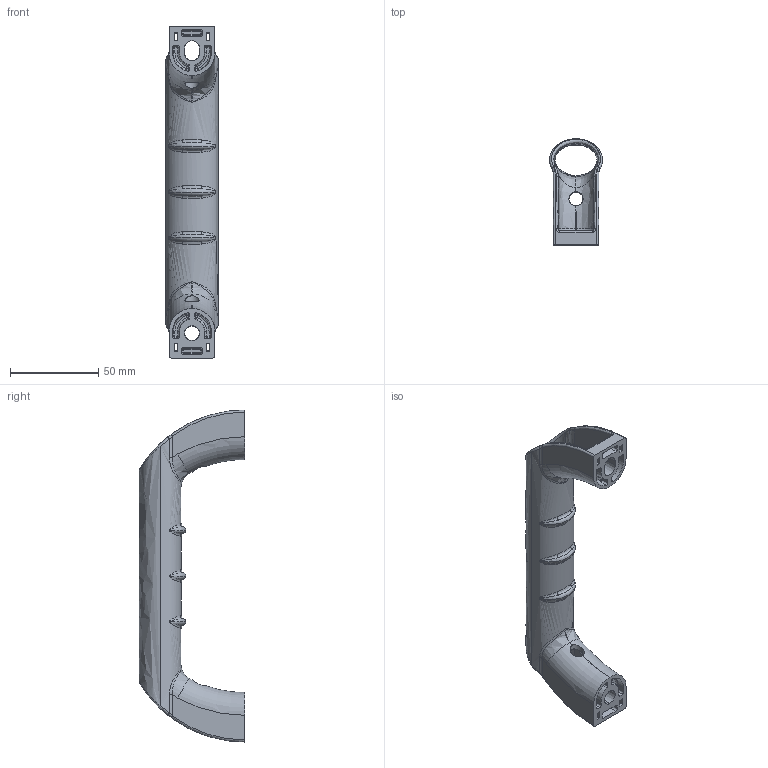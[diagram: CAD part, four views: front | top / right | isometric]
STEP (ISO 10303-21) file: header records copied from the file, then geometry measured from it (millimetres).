
FILE_DESCRIPTION (( 'STEP AP214' ), '1' );
FILE_NAME ('092302.STEP', '2014-08-14T13:39:56', ( '' ), ( '' ), 'SwSTEP 2.0', 'SolidWorks 2014', '' );
FILE_SCHEMA (( 'AUTOMOTIVE_DESIGN' ));
Length unit declared in the file: millimetre
Products named in the file (1): 092302
Bounding box: 30 x 60 x 188 mm (x, y, z)
Volume: 47700.8 mm3; surface area: 34456.4 mm2
Topology: 1 solids, 1 shells, 260 faces, 661 edges, 376 vertices
Faces by surface type: bspline 78, cylinder 64, plane 60, sphere 24, torus 22, cone 12
Entity records: 13964 total; most frequent: CARTESIAN_POINT 8478, ORIENTED_EDGE 1266, DIRECTION 984, EDGE_CURVE 633, AXIS2_PLACEMENT_3D 388, VERTEX_POINT 376, EDGE_LOOP 279, FACE_OUTER_BOUND 260
